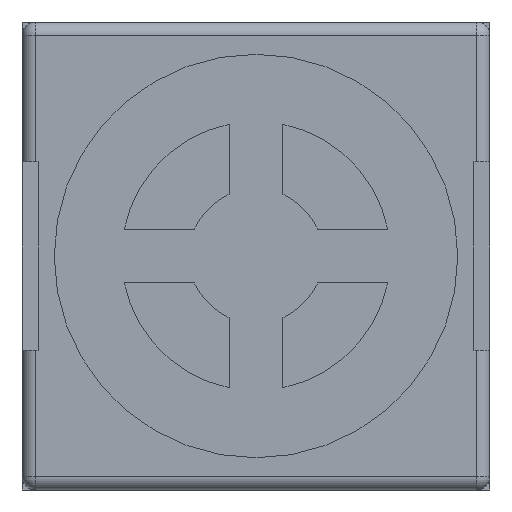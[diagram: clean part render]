
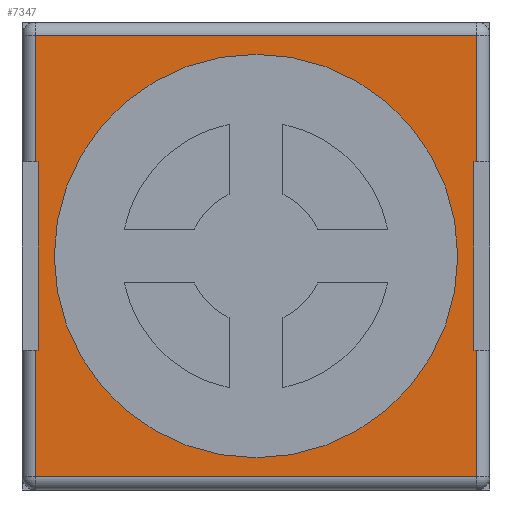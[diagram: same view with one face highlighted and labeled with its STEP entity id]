
A CAD part, front view. The second image highlights one B-rep face of the part: STEP entity #7347.
In plain terms, the highlighted planar face has unit normal (0, -1, 0).
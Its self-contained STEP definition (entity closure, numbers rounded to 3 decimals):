
#177 = CARTESIAN_POINT ( 'NONE',  ( -8.2, 0., -3.5 ) ) ;
#316 = DIRECTION ( 'NONE',  ( -1., 0., 0. ) ) ;
#484 = VERTEX_POINT ( 'NONE', #10449 ) ;
#491 = CARTESIAN_POINT ( 'NONE',  ( -8.7, 0., 8.2 ) ) ;
#512 = EDGE_CURVE ( 'NONE', #565, #4414, #776, .T. ) ;
#565 = VERTEX_POINT ( 'NONE', #2283 ) ;
#651 = DIRECTION ( 'NONE',  ( 0., 0., -1. ) ) ;
#668 = ORIENTED_EDGE ( 'NONE', *, *, #7760, .F. ) ;
#684 = VECTOR ( 'NONE', #5257, 1000. ) ;
#776 = CIRCLE ( 'NONE', #8623, 7.5 ) ;
#1026 = VECTOR ( 'NONE', #9521, 1000. ) ;
#1075 = LINE ( 'NONE', #7443, #10309 ) ;
#1099 = CARTESIAN_POINT ( 'NONE',  ( -8.1, 0., -3.5 ) ) ;
#1123 = VERTEX_POINT ( 'NONE', #7091 ) ;
#1318 = VECTOR ( 'NONE', #10291, 1000. ) ;
#1509 = EDGE_CURVE ( 'NONE', #6763, #484, #8364, .T. ) ;
#1558 = VERTEX_POINT ( 'NONE', #10287 ) ;
#1717 = VERTEX_POINT ( 'NONE', #177 ) ;
#2009 = LINE ( 'NONE', #6064, #8549 ) ;
#2162 = ORIENTED_EDGE ( 'NONE', *, *, #9882, .F. ) ;
#2214 = CARTESIAN_POINT ( 'NONE',  ( 0., 0., 0. ) ) ;
#2283 = CARTESIAN_POINT ( 'NONE',  ( 0., 0., -7.5 ) ) ;
#2576 = EDGE_LOOP ( 'NONE', ( #2849, #2832, #3117, #3811, #668, #9414, #4803, #3082, #3533, #10448, #9877, #2162 ) ) ;
#2683 = VECTOR ( 'NONE', #9777, 1000. ) ;
#2733 = DIRECTION ( 'NONE',  ( 1., 0., 0. ) ) ;
#2747 = CARTESIAN_POINT ( 'NONE',  ( -8.1, 0., -3.5 ) ) ;
#2809 = CARTESIAN_POINT ( 'NONE',  ( 8.2, 0., 3.5 ) ) ;
#2832 = ORIENTED_EDGE ( 'NONE', *, *, #8430, .T. ) ;
#2838 = DIRECTION ( 'NONE',  ( -1., 0., 0. ) ) ;
#2849 = ORIENTED_EDGE ( 'NONE', *, *, #8791, .T. ) ;
#2976 = CARTESIAN_POINT ( 'NONE',  ( 8.2, 0., -3.5 ) ) ;
#3029 = LINE ( 'NONE', #2976, #1318 ) ;
#3082 = ORIENTED_EDGE ( 'NONE', *, *, #8011, .T. ) ;
#3117 = ORIENTED_EDGE ( 'NONE', *, *, #7166, .T. ) ;
#3204 = CARTESIAN_POINT ( 'NONE',  ( -8.2, 0., -8.2 ) ) ;
#3533 = ORIENTED_EDGE ( 'NONE', *, *, #9995, .T. ) ;
#3582 = VECTOR ( 'NONE', #8626, 1000. ) ;
#3609 = VECTOR ( 'NONE', #316, 1000. ) ;
#3637 = CARTESIAN_POINT ( 'NONE',  ( -8.1, 0., 3.5 ) ) ;
#3661 = LINE ( 'NONE', #4407, #3582 ) ;
#3743 = CARTESIAN_POINT ( 'NONE',  ( 0., 0., 7.5 ) ) ;
#3756 = VERTEX_POINT ( 'NONE', #2809 ) ;
#3764 = EDGE_CURVE ( 'NONE', #6763, #3756, #3661, .T. ) ;
#3811 = ORIENTED_EDGE ( 'NONE', *, *, #5659, .T. ) ;
#3929 = DIRECTION ( 'NONE',  ( 0., 0., -1. ) ) ;
#4307 = CARTESIAN_POINT ( 'NONE',  ( 8.1, 0., 3.5 ) ) ;
#4368 = LINE ( 'NONE', #9123, #9746 ) ;
#4407 = CARTESIAN_POINT ( 'NONE',  ( 8.1, 0., 3.5 ) ) ;
#4414 = VERTEX_POINT ( 'NONE', #3743 ) ;
#4501 = VERTEX_POINT ( 'NONE', #4763 ) ;
#4601 = DIRECTION ( 'NONE',  ( 0., 0., -1. ) ) ;
#4721 = DIRECTION ( 'NONE',  ( 0., -1., 0. ) ) ;
#4763 = CARTESIAN_POINT ( 'NONE',  ( 8.2, 0., -3.5 ) ) ;
#4803 = ORIENTED_EDGE ( 'NONE', *, *, #3764, .T. ) ;
#5070 = DIRECTION ( 'NONE',  ( 0., 0., 1. ) ) ;
#5102 = LINE ( 'NONE', #2747, #684 ) ;
#5257 = DIRECTION ( 'NONE',  ( 0., 0., 1. ) ) ;
#5308 = EDGE_CURVE ( 'NONE', #8554, #6713, #6522, .T. ) ;
#5322 = VECTOR ( 'NONE', #5962, 1000. ) ;
#5487 = CARTESIAN_POINT ( 'NONE',  ( 0., 0., 0. ) ) ;
#5543 = VERTEX_POINT ( 'NONE', #3204 ) ;
#5659 = EDGE_CURVE ( 'NONE', #1558, #4501, #3029, .T. ) ;
#5962 = DIRECTION ( 'NONE',  ( 0., 0., -1. ) ) ;
#6055 = EDGE_LOOP ( 'NONE', ( #8911, #6100 ) ) ;
#6064 = CARTESIAN_POINT ( 'NONE',  ( -8.2, 0., -8.7 ) ) ;
#6100 = ORIENTED_EDGE ( 'NONE', *, *, #10305, .F. ) ;
#6178 = EDGE_CURVE ( 'NONE', #8187, #6713, #9186, .T. ) ;
#6199 = DIRECTION ( 'NONE',  ( 0., -1., 0. ) ) ;
#6263 = LINE ( 'NONE', #491, #1026 ) ;
#6446 = CARTESIAN_POINT ( 'NONE',  ( 8.1, 0., 3.5 ) ) ;
#6470 = PLANE ( 'NONE',  #10301 ) ;
#6522 = LINE ( 'NONE', #7270, #2683 ) ;
#6713 = VERTEX_POINT ( 'NONE', #7196 ) ;
#6763 = VERTEX_POINT ( 'NONE', #6446 ) ;
#6999 = LINE ( 'NONE', #7746, #3609 ) ;
#7091 = CARTESIAN_POINT ( 'NONE',  ( 8.2, 0., 8.2 ) ) ;
#7128 = VECTOR ( 'NONE', #2838, 1000. ) ;
#7166 = EDGE_CURVE ( 'NONE', #5543, #1558, #1075, .T. ) ;
#7196 = CARTESIAN_POINT ( 'NONE',  ( -8.2, 0., 3.5 ) ) ;
#7270 = CARTESIAN_POINT ( 'NONE',  ( -8.2, 0., 3.5 ) ) ;
#7274 = FACE_BOUND ( 'NONE', #6055, .T. ) ;
#7347 = ADVANCED_FACE ( 'NONE', ( #7975, #7274 ), #6470, .T. ) ;
#7443 = CARTESIAN_POINT ( 'NONE',  ( 8.7, 0., -8.2 ) ) ;
#7638 = LINE ( 'NONE', #8604, #9281 ) ;
#7746 = CARTESIAN_POINT ( 'NONE',  ( -8.1, 0., -3.5 ) ) ;
#7760 = EDGE_CURVE ( 'NONE', #484, #4501, #7638, .T. ) ;
#7870 = VERTEX_POINT ( 'NONE', #1099 ) ;
#7975 = FACE_OUTER_BOUND ( 'NONE', #2576, .T. ) ;
#8011 = EDGE_CURVE ( 'NONE', #3756, #1123, #4368, .T. ) ;
#8187 = VERTEX_POINT ( 'NONE', #8751 ) ;
#8307 = DIRECTION ( 'NONE',  ( 0., 0., -1. ) ) ;
#8364 = LINE ( 'NONE', #4307, #5322 ) ;
#8430 = EDGE_CURVE ( 'NONE', #1717, #5543, #2009, .T. ) ;
#8549 = VECTOR ( 'NONE', #8307, 1000. ) ;
#8554 = VERTEX_POINT ( 'NONE', #8572 ) ;
#8572 = CARTESIAN_POINT ( 'NONE',  ( -8.2, 0., 8.2 ) ) ;
#8604 = CARTESIAN_POINT ( 'NONE',  ( 8.1, 0., -3.5 ) ) ;
#8623 = AXIS2_PLACEMENT_3D ( 'NONE', #5487, #8633, #3929 ) ;
#8626 = DIRECTION ( 'NONE',  ( 1., 0., 0. ) ) ;
#8633 = DIRECTION ( 'NONE',  ( 0., -1., 0. ) ) ;
#8751 = CARTESIAN_POINT ( 'NONE',  ( -8.1, 0., 3.5 ) ) ;
#8791 = EDGE_CURVE ( 'NONE', #7870, #1717, #6999, .T. ) ;
#8911 = ORIENTED_EDGE ( 'NONE', *, *, #512, .F. ) ;
#9123 = CARTESIAN_POINT ( 'NONE',  ( 8.2, 0., 8.7 ) ) ;
#9186 = LINE ( 'NONE', #3637, #7128 ) ;
#9281 = VECTOR ( 'NONE', #2733, 1000. ) ;
#9414 = ORIENTED_EDGE ( 'NONE', *, *, #1509, .F. ) ;
#9521 = DIRECTION ( 'NONE',  ( -1., 0., 0. ) ) ;
#9746 = VECTOR ( 'NONE', #5070, 1000. ) ;
#9777 = DIRECTION ( 'NONE',  ( 0., 0., -1. ) ) ;
#9877 = ORIENTED_EDGE ( 'NONE', *, *, #6178, .F. ) ;
#9882 = EDGE_CURVE ( 'NONE', #7870, #8187, #5102, .T. ) ;
#9896 = CIRCLE ( 'NONE', #10079, 7.5 ) ;
#9897 = DIRECTION ( 'NONE',  ( 1., 0., 0. ) ) ;
#9995 = EDGE_CURVE ( 'NONE', #1123, #8554, #6263, .T. ) ;
#10079 = AXIS2_PLACEMENT_3D ( 'NONE', #10259, #6199, #4601 ) ;
#10259 = CARTESIAN_POINT ( 'NONE',  ( 0., 0., 0. ) ) ;
#10287 = CARTESIAN_POINT ( 'NONE',  ( 8.2, 0., -8.2 ) ) ;
#10291 = DIRECTION ( 'NONE',  ( 0., 0., 1. ) ) ;
#10301 = AXIS2_PLACEMENT_3D ( 'NONE', #2214, #4721, #651 ) ;
#10305 = EDGE_CURVE ( 'NONE', #4414, #565, #9896, .T. ) ;
#10309 = VECTOR ( 'NONE', #9897, 1000. ) ;
#10448 = ORIENTED_EDGE ( 'NONE', *, *, #5308, .T. ) ;
#10449 = CARTESIAN_POINT ( 'NONE',  ( 8.1, 0., -3.5 ) ) ;
